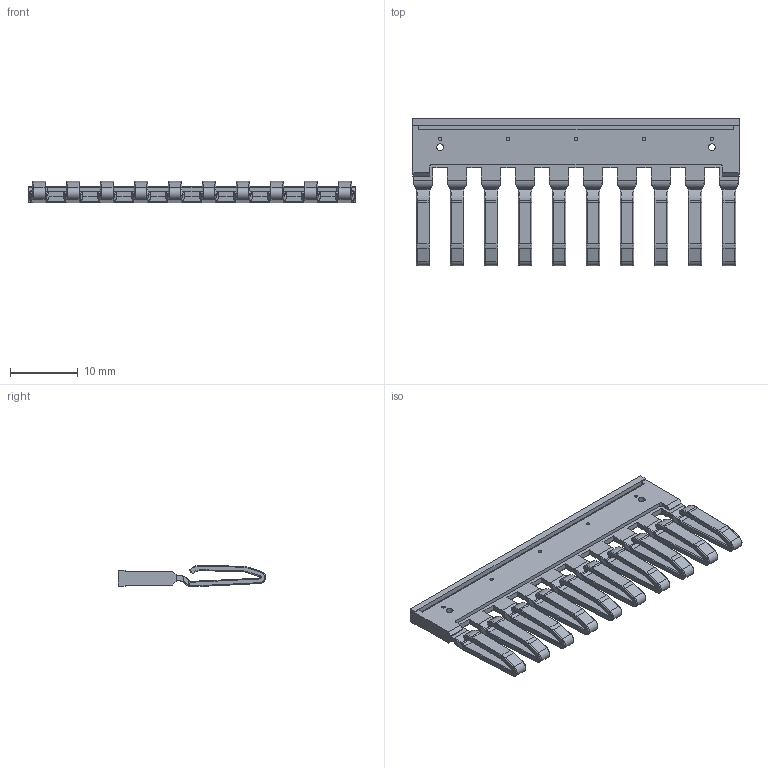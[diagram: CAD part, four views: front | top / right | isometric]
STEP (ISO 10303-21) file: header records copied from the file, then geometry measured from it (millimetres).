
FILE_DESCRIPTION (( 'STEP AP214' ), '1' );
FILE_NAME ('KN-10JM12.step', '2015-05-04T11:23:56', ( '' ), ( '' ), 'SwSTEP 2.0', 'SolidWorks 2014', '' );
FILE_SCHEMA (( 'AUTOMOTIVE_DESIGN' ));
Length unit declared in the file: millimetre
Products named in the file (1): KN-10JM12
Bounding box: 48 x 21.69 x 3.18 mm (x, y, z)
Volume: 1084.8 mm3; surface area: 2499.2 mm2
Topology: 1 solids, 1 shells, 978 faces, 2368 edges, 1382 vertices
Faces by surface type: cylinder 408, plane 220, torus 180, bspline 120, sphere 50
Entity records: 31827 total; most frequent: CARTESIAN_POINT 9309, ORIENTED_EDGE 4656, DIRECTION 4622, EDGE_CURVE 2328, AXIS2_PLACEMENT_3D 1835, VERTEX_POINT 1362, EDGE_LOOP 992, FACE_OUTER_BOUND 978
